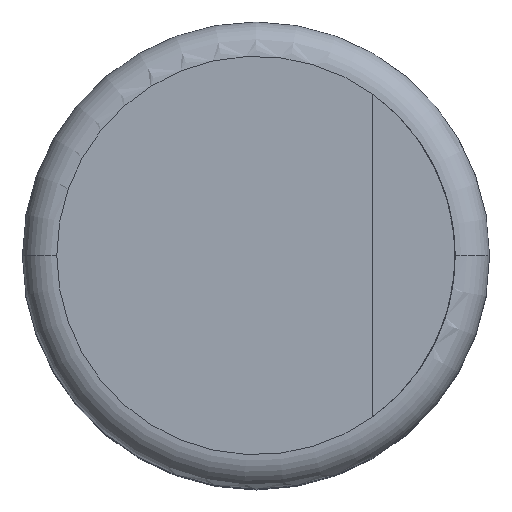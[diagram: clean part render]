
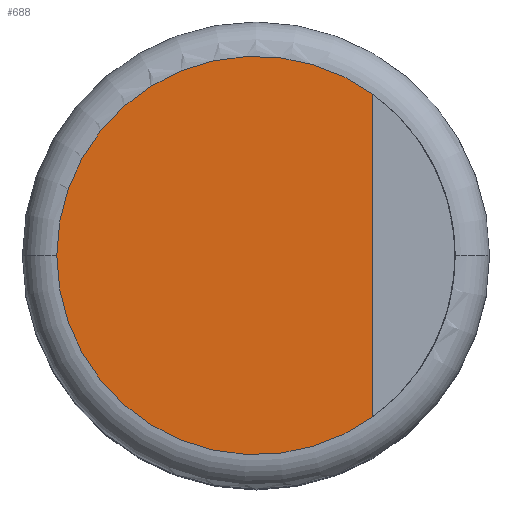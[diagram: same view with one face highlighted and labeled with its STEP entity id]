
A CAD part, top view. The second image highlights one B-rep face of the part: STEP entity #688.
In plain terms, the highlighted planar face has unit normal (0, 0, 1).
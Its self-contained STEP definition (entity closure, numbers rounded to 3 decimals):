
#570=CARTESIAN_POINT('',(1.7,-2.349,8.0));
#571=VERTEX_POINT('',#570);
#579=CARTESIAN_POINT('',(-2.9,0.,8.0));
#580=VERTEX_POINT('',#579);
#581=CARTESIAN_POINT('',(0.0,0.0,8.0));
#582=DIRECTION('',(0.0,0.0,-1.0));
#583=DIRECTION('',(-1.0,0.0,0.0));
#584=AXIS2_PLACEMENT_3D('',#581,#582,#583);
#585=CIRCLE('',#584,2.9);
#586=EDGE_CURVE('',#571,#580,#585,.T.);
#622=CARTESIAN_POINT('',(1.7,2.349,8.0));
#623=VERTEX_POINT('',#622);
#652=CARTESIAN_POINT('',(1.7,-2.349,8.0));
#653=DIRECTION('',(0.0,1.0,0.0));
#654=VECTOR('',#653,4.699);
#655=LINE('',#652,#654);
#656=EDGE_CURVE('',#571,#623,#655,.T.);
#672=CARTESIAN_POINT('',(0.0,0.0,8.0));
#673=DIRECTION('',(0.0,0.0,1.0));
#674=DIRECTION('',(1.0,0.0,0.0));
#675=AXIS2_PLACEMENT_3D('',#672,#673,#674);
#676=PLANE('',#675);
#677=ORIENTED_EDGE('',*,*,#656,.T.);
#678=CARTESIAN_POINT('',(0.0,0.0,8.0));
#679=DIRECTION('',(0.0,0.0,-1.0));
#680=DIRECTION('',(-1.0,0.0,0.0));
#681=AXIS2_PLACEMENT_3D('',#678,#679,#680);
#682=CIRCLE('',#681,2.9);
#683=EDGE_CURVE('',#580,#623,#682,.T.);
#684=ORIENTED_EDGE('',*,*,#683,.F.);
#685=ORIENTED_EDGE('',*,*,#586,.F.);
#686=EDGE_LOOP('',(#677,#684,#685));
#687=FACE_OUTER_BOUND('',#686,.T.);
#688=ADVANCED_FACE('',(#687),#676,.T.);
